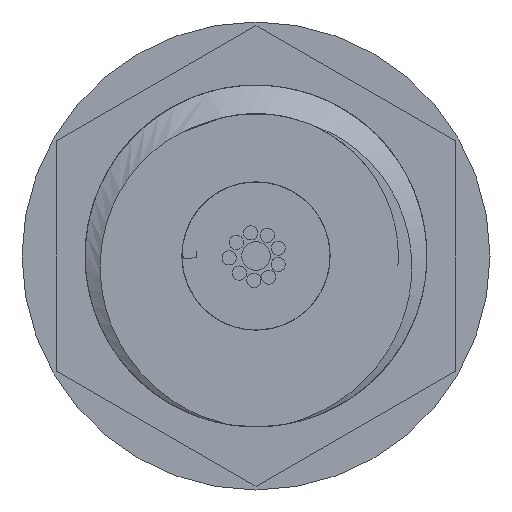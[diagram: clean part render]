
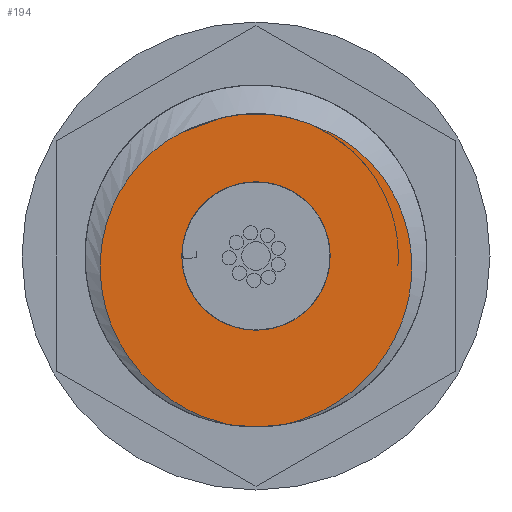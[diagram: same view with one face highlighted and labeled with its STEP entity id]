
A CAD part, left-side view. The second image highlights one B-rep face of the part: STEP entity #194.
In plain terms, the highlighted planar face has unit normal (-1, 0, 0).
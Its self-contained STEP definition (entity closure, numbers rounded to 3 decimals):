
#136=FACE_OUTER_BOUND('',#457,.T.);
#194=ADVANCED_FACE('',(#136),#241,.F.);
#241=PLANE('',#936);
#279=B_SPLINE_CURVE_WITH_KNOTS('',3,(#5129,#5130,#5131,#5132,#5133,#5134,
#5135,#5136,#5137,#5138,#5139,#5140,#5141,#5142,#5143,#5144,#5145,#5146,
#5147,#5148,#5149,#5150,#5151,#5152,#5153),.UNSPECIFIED.,.F.,.F.,(4,3,3,
3,3,3,3,3,4),(0.,0.113,0.232,0.354,
0.478,0.606,0.737,0.871,1.),
 .UNSPECIFIED.);
#280=B_SPLINE_CURVE_WITH_KNOTS('',3,(#5157,#5158,#5159,#5160,#5161,#5162,
#5163,#5164,#5165,#5166,#5167,#5168,#5169,#5170,#5171,#5172,#5173,#5174,
#5175,#5176,#5177,#5178,#5179,#5180,#5181),.UNSPECIFIED.,.F.,.F.,(4,3,3,
3,3,3,3,3,4),(0.,0.12,0.262,0.399,0.534,
0.665,0.792,0.917,1.),.UNSPECIFIED.);
#457=EDGE_LOOP('',(#570,#571,#572,#573));
#570=ORIENTED_EDGE('',*,*,#792,.F.);
#571=ORIENTED_EDGE('',*,*,#795,.F.);
#572=ORIENTED_EDGE('',*,*,#796,.T.);
#573=ORIENTED_EDGE('',*,*,#797,.F.);
#715=VERTEX_POINT('',#4165);
#716=VERTEX_POINT('',#4167);
#718=VERTEX_POINT('',#5154);
#719=VERTEX_POINT('',#5156);
#792=EDGE_CURVE('',#715,#716,#872,.T.);
#795=EDGE_CURVE('',#718,#715,#279,.T.);
#796=EDGE_CURVE('',#718,#719,#874,.T.);
#797=EDGE_CURVE('',#716,#719,#280,.T.);
#872=CIRCLE('',#932,3.);
#874=CIRCLE('',#935,2.5);
#932=AXIS2_PLACEMENT_3D('',#4166,#1078,#1079);
#935=AXIS2_PLACEMENT_3D('',#5155,#1084,#1085);
#936=AXIS2_PLACEMENT_3D('',#5182,#1086,#1087);
#1078=DIRECTION('',(1.,0.,0.));
#1079=DIRECTION('',(0.,0.,1.));
#1084=DIRECTION('',(-1.,0.,0.));
#1085=DIRECTION('',(0.,0.,-1.));
#1086=DIRECTION('',(1.,0.,0.));
#1087=DIRECTION('',(0.,0.,-1.));
#4165=CARTESIAN_POINT('',(3.,-0.496,-2.959));
#4166=CARTESIAN_POINT('',(3.,0.,0.));
#4167=CARTESIAN_POINT('',(3.,0.496,-2.959));
#5129=CARTESIAN_POINT('',(3.,-0.935,2.318));
#5130=CARTESIAN_POINT('',(3.,-1.191,2.238));
#5131=CARTESIAN_POINT('',(3.,-1.436,2.113));
#5132=CARTESIAN_POINT('',(3.,-1.653,1.956));
#5133=CARTESIAN_POINT('',(3.,-1.882,1.791));
#5134=CARTESIAN_POINT('',(3.,-2.085,1.584));
#5135=CARTESIAN_POINT('',(3.,-2.248,1.354));
#5136=CARTESIAN_POINT('',(3.,-2.415,1.118));
#5137=CARTESIAN_POINT('',(3.,-2.544,0.851));
#5138=CARTESIAN_POINT('',(3.,-2.626,0.574));
#5139=CARTESIAN_POINT('',(3.,-2.709,0.29));
#5140=CARTESIAN_POINT('',(3.,-2.746,-0.012));
#5141=CARTESIAN_POINT('',(3.,-2.733,-0.308));
#5142=CARTESIAN_POINT('',(3.,-2.721,-0.61));
#5143=CARTESIAN_POINT('',(3.,-2.656,-0.915));
#5144=CARTESIAN_POINT('',(3.,-2.547,-1.197));
#5145=CARTESIAN_POINT('',(3.,-2.434,-1.487));
#5146=CARTESIAN_POINT('',(3.,-2.271,-1.761));
#5147=CARTESIAN_POINT('',(3.,-2.07,-1.998));
#5148=CARTESIAN_POINT('',(3.,-1.865,-2.241));
#5149=CARTESIAN_POINT('',(3.,-1.616,-2.452));
#5150=CARTESIAN_POINT('',(3.,-1.343,-2.616));
#5151=CARTESIAN_POINT('',(3.,-1.082,-2.773));
#5152=CARTESIAN_POINT('',(3.,-0.792,-2.889));
#5153=CARTESIAN_POINT('',(3.,-0.496,-2.959));
#5154=CARTESIAN_POINT('',(3.,-0.935,2.318));
#5155=CARTESIAN_POINT('',(3.,0.,0.));
#5156=CARTESIAN_POINT('',(3.,0.935,2.318));
#5157=CARTESIAN_POINT('',(3.,0.496,-2.959));
#5158=CARTESIAN_POINT('',(3.,0.773,-2.894));
#5159=CARTESIAN_POINT('',(3.,1.044,-2.788));
#5160=CARTESIAN_POINT('',(3.,1.291,-2.646));
#5161=CARTESIAN_POINT('',(3.,1.582,-2.48));
#5162=CARTESIAN_POINT('',(3.,1.849,-2.26));
#5163=CARTESIAN_POINT('',(3.,2.065,-2.004));
#5164=CARTESIAN_POINT('',(3.,2.276,-1.755));
#5165=CARTESIAN_POINT('',(3.,2.446,-1.466));
#5166=CARTESIAN_POINT('',(3.,2.56,-1.161));
#5167=CARTESIAN_POINT('',(3.,2.672,-0.863));
#5168=CARTESIAN_POINT('',(3.,2.732,-0.541));
#5169=CARTESIAN_POINT('',(3.,2.736,-0.223));
#5170=CARTESIAN_POINT('',(3.,2.739,0.088));
#5171=CARTESIAN_POINT('',(3.,2.688,0.404));
#5172=CARTESIAN_POINT('',(3.,2.586,0.697));
#5173=CARTESIAN_POINT('',(3.,2.486,0.983));
#5174=CARTESIAN_POINT('',(3.,2.335,1.256));
#5175=CARTESIAN_POINT('',(3.,2.144,1.491));
#5176=CARTESIAN_POINT('',(3.,1.958,1.72));
#5177=CARTESIAN_POINT('',(3.,1.729,1.921));
#5178=CARTESIAN_POINT('',(3.,1.477,2.073));
#5179=CARTESIAN_POINT('',(3.,1.307,2.176));
#5180=CARTESIAN_POINT('',(3.,1.124,2.259));
#5181=CARTESIAN_POINT('',(3.,0.935,2.318));
#5182=CARTESIAN_POINT('',(3.,0.,0.));
